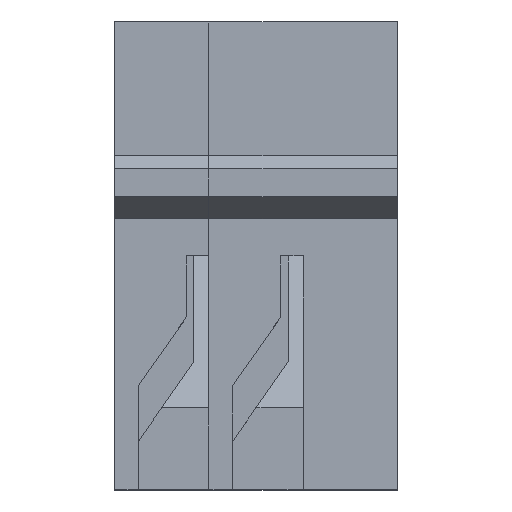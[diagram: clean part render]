
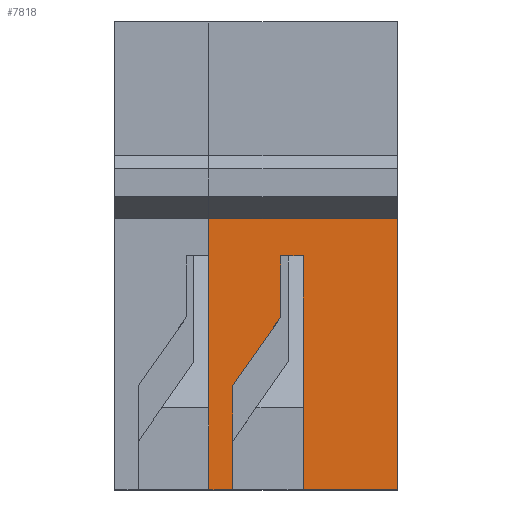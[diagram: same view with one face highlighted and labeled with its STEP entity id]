
A CAD part, top view. The second image highlights one B-rep face of the part: STEP entity #7818.
In plain terms, the highlighted planar face has unit normal (0, 0, 1).
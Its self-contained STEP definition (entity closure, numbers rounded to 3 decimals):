
#445 = ORIENTED_EDGE ( 'NONE', *, *, #13879, .T. ) ;
#761 = VERTEX_POINT ( 'NONE', #21550 ) ;
#1382 = CARTESIAN_POINT ( 'NONE',  ( 1.27, -6.3, 10. ) ) ;
#1463 = CARTESIAN_POINT ( 'NONE',  ( -0.63, -6.3, 10. ) ) ;
#1516 = ORIENTED_EDGE ( 'NONE', *, *, #5908, .T. ) ;
#1572 = LINE ( 'NONE', #15127, #21388 ) ;
#1728 = EDGE_CURVE ( 'NONE', #14936, #761, #11843, .T. ) ;
#1749 = VECTOR ( 'NONE', #8669, 1000. ) ;
#2090 = EDGE_CURVE ( 'NONE', #9745, #5518, #5286, .T. ) ;
#2455 = LINE ( 'NONE', #18778, #14096 ) ;
#2781 = EDGE_CURVE ( 'NONE', #16728, #14936, #18982, .T. ) ;
#3314 = VERTEX_POINT ( 'NONE', #11334 ) ;
#3525 = VECTOR ( 'NONE', #13533, 1000. ) ;
#3860 = DIRECTION ( 'NONE',  ( 0., 1., 0. ) ) ;
#3950 = CARTESIAN_POINT ( 'NONE',  ( -0.63, -6.3, 10. ) ) ;
#4044 = CARTESIAN_POINT ( 'NONE',  ( 0.67, 0., 10. ) ) ;
#4967 = CARTESIAN_POINT ( 'NONE',  ( -0.63, -3.5, 10. ) ) ;
#5190 = DIRECTION ( 'NONE',  ( 0.574, 0.819, 0. ) ) ;
#5286 = LINE ( 'NONE', #9093, #1749 ) ;
#5494 = DIRECTION ( 'NONE',  ( -1., 0., 0. ) ) ;
#5518 = VERTEX_POINT ( 'NONE', #10509 ) ;
#5895 = ORIENTED_EDGE ( 'NONE', *, *, #15646, .T. ) ;
#5908 = EDGE_CURVE ( 'NONE', #761, #3314, #12500, .T. ) ;
#6021 = ORIENTED_EDGE ( 'NONE', *, *, #11167, .F. ) ;
#6782 = EDGE_CURVE ( 'NONE', #13292, #7992, #16827, .T. ) ;
#7342 = CARTESIAN_POINT ( 'NONE',  ( 1.27, -6.3, 10. ) ) ;
#7411 = CARTESIAN_POINT ( 'NONE',  ( 0.67, -1.643, 10. ) ) ;
#7445 = VECTOR ( 'NONE', #12230, 1000. ) ;
#7468 = LINE ( 'NONE', #4044, #17097 ) ;
#7793 = DIRECTION ( 'NONE',  ( 1., 0., 0. ) ) ;
#7818 = ADVANCED_FACE ( 'NONE', ( #18488 ), #18721, .F. ) ;
#7992 = VERTEX_POINT ( 'NONE', #1382 ) ;
#8215 = CARTESIAN_POINT ( 'NONE',  ( 3.81, -6.3, 10. ) ) ;
#8274 = DIRECTION ( 'NONE',  ( -1., 0., 0. ) ) ;
#8547 = CARTESIAN_POINT ( 'NONE',  ( 1.27, -6.3, 10. ) ) ;
#8669 = DIRECTION ( 'NONE',  ( 0., -1., 0. ) ) ;
#9093 = CARTESIAN_POINT ( 'NONE',  ( 3.81, 1., 10. ) ) ;
#9528 = VECTOR ( 'NONE', #10761, 1000. ) ;
#9744 = DIRECTION ( 'NONE',  ( 0., -1., 0. ) ) ;
#9745 = VERTEX_POINT ( 'NONE', #10701 ) ;
#9901 = ORIENTED_EDGE ( 'NONE', *, *, #1728, .T. ) ;
#10091 = ORIENTED_EDGE ( 'NONE', *, *, #2781, .T. ) ;
#10371 = VERTEX_POINT ( 'NONE', #14961 ) ;
#10509 = CARTESIAN_POINT ( 'NONE',  ( 3.81, -6.3, 10. ) ) ;
#10701 = CARTESIAN_POINT ( 'NONE',  ( 3.81, 1., 10. ) ) ;
#10761 = DIRECTION ( 'NONE',  ( 0., 1., 0. ) ) ;
#11167 = EDGE_CURVE ( 'NONE', #16728, #18733, #15970, .T. ) ;
#11334 = CARTESIAN_POINT ( 'NONE',  ( 0.67, 0., 10. ) ) ;
#11843 = LINE ( 'NONE', #4967, #13082 ) ;
#12230 = DIRECTION ( 'NONE',  ( -1., 0., 0. ) ) ;
#12500 = LINE ( 'NONE', #7411, #15029 ) ;
#13082 = VECTOR ( 'NONE', #5190, 1000. ) ;
#13250 = EDGE_CURVE ( 'NONE', #5518, #7992, #20031, .T. ) ;
#13292 = VERTEX_POINT ( 'NONE', #21671 ) ;
#13527 = CARTESIAN_POINT ( 'NONE',  ( 1.27, 1., 10. ) ) ;
#13533 = DIRECTION ( 'NONE',  ( -1., 0., 0. ) ) ;
#13879 = EDGE_CURVE ( 'NONE', #9745, #10371, #1572, .T. ) ;
#14096 = VECTOR ( 'NONE', #20765, 1000. ) ;
#14235 = ORIENTED_EDGE ( 'NONE', *, *, #2090, .F. ) ;
#14586 = ORIENTED_EDGE ( 'NONE', *, *, #20314, .T. ) ;
#14936 = VERTEX_POINT ( 'NONE', #19949 ) ;
#14961 = CARTESIAN_POINT ( 'NONE',  ( -1.27, 1., 10. ) ) ;
#15029 = VECTOR ( 'NONE', #3860, 1000. ) ;
#15127 = CARTESIAN_POINT ( 'NONE',  ( 1.27, 1., 10. ) ) ;
#15175 = EDGE_LOOP ( 'NONE', ( #10091, #9901, #1516, #14586, #19541, #16458, #14235, #445, #5895, #6021 ) ) ;
#15232 = AXIS2_PLACEMENT_3D ( 'NONE', #8547, #16950, #5494 ) ;
#15646 = EDGE_CURVE ( 'NONE', #10371, #18733, #2455, .T. ) ;
#15970 = LINE ( 'NONE', #7342, #7445 ) ;
#16458 = ORIENTED_EDGE ( 'NONE', *, *, #13250, .F. ) ;
#16728 = VERTEX_POINT ( 'NONE', #1463 ) ;
#16827 = LINE ( 'NONE', #13527, #17834 ) ;
#16950 = DIRECTION ( 'NONE',  ( 0., 0., -1. ) ) ;
#17097 = VECTOR ( 'NONE', #7793, 1000. ) ;
#17834 = VECTOR ( 'NONE', #9744, 1000. ) ;
#18488 = FACE_OUTER_BOUND ( 'NONE', #15175, .T. ) ;
#18721 = PLANE ( 'NONE',  #15232 ) ;
#18733 = VERTEX_POINT ( 'NONE', #19357 ) ;
#18778 = CARTESIAN_POINT ( 'NONE',  ( -1.27, -6.3, 10. ) ) ;
#18982 = LINE ( 'NONE', #3950, #9528 ) ;
#19357 = CARTESIAN_POINT ( 'NONE',  ( -1.27, -6.3, 10. ) ) ;
#19541 = ORIENTED_EDGE ( 'NONE', *, *, #6782, .T. ) ;
#19949 = CARTESIAN_POINT ( 'NONE',  ( -0.63, -3.5, 10. ) ) ;
#20031 = LINE ( 'NONE', #8215, #3525 ) ;
#20314 = EDGE_CURVE ( 'NONE', #3314, #13292, #7468, .T. ) ;
#20765 = DIRECTION ( 'NONE',  ( 0., -1., 0. ) ) ;
#21388 = VECTOR ( 'NONE', #8274, 1000. ) ;
#21550 = CARTESIAN_POINT ( 'NONE',  ( 0.67, -1.643, 10. ) ) ;
#21671 = CARTESIAN_POINT ( 'NONE',  ( 1.27, 0., 10. ) ) ;
